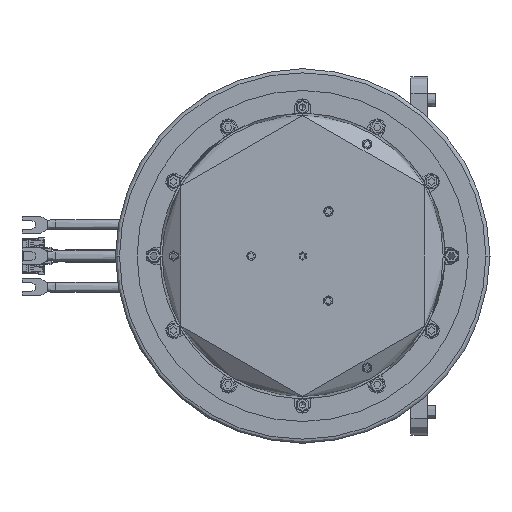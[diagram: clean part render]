
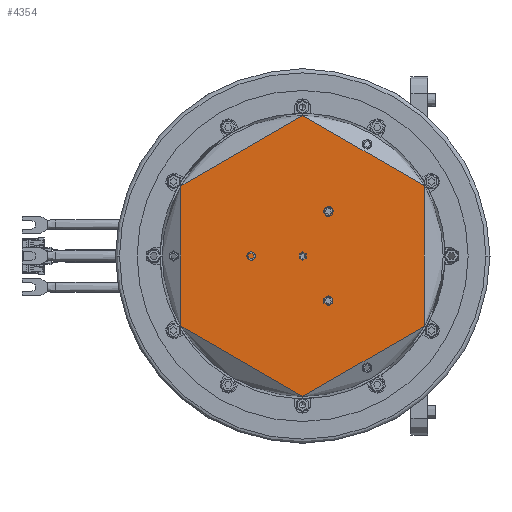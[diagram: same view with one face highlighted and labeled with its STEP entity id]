
A CAD part, left-side view. The second image highlights one B-rep face of the part: STEP entity #4354.
In plain terms, the highlighted planar face has unit normal (1, 0, 0).
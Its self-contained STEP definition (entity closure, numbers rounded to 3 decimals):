
#3895=CARTESIAN_POINT('',(-98.429,42.23,171.244));
#3896=DIRECTION('',(1.,0.,0.));
#3897=DIRECTION('',(0.,0.,1.));
#3898=AXIS2_PLACEMENT_3D('',#3895,#3896,#3897);
#3900=CARTESIAN_POINT('',(-98.429,42.23,171.244));
#3901=DIRECTION('',(1.,0.,0.));
#3902=DIRECTION('',(0.,0.,-1.));
#3903=AXIS2_PLACEMENT_3D('',#3900,#3901,#3902);
#3905=CARTESIAN_POINT('',(-98.429,29.855,149.81));
#3906=DIRECTION('',(-1.,0.,0.));
#3907=DIRECTION('',(0.,0.,1.));
#3908=AXIS2_PLACEMENT_3D('',#3905,#3906,#3907);
#3910=CARTESIAN_POINT('',(-98.429,29.855,149.81));
#3911=DIRECTION('',(-1.,0.,0.));
#3912=DIRECTION('',(0.,0.,-1.));
#3913=AXIS2_PLACEMENT_3D('',#3910,#3911,#3912);
#3915=CARTESIAN_POINT('',(-98.429,104.23,169.144));
#3916=CARTESIAN_POINT('',(-98.429,104.501,169.15));
#3917=CARTESIAN_POINT('',(-98.429,104.999,169.24));
#3918=CARTESIAN_POINT('',(-98.429,105.649,169.638));
#3919=CARTESIAN_POINT('',(-98.429,106.101,170.204));
#3920=CARTESIAN_POINT('',(-98.429,106.343,170.894));
#3921=CARTESIAN_POINT('',(-98.429,106.338,171.622));
#3922=CARTESIAN_POINT('',(-98.429,106.081,172.321));
#3923=CARTESIAN_POINT('',(-98.429,105.624,172.869));
#3924=CARTESIAN_POINT('',(-98.429,104.99,173.25));
#3925=CARTESIAN_POINT('',(-98.429,104.498,173.337));
#3926=CARTESIAN_POINT('',(-98.429,104.23,173.344));
#3928=CARTESIAN_POINT('',(-98.429,104.23,173.344));
#3929=CARTESIAN_POINT('',(-98.429,103.959,173.338));
#3930=CARTESIAN_POINT('',(-98.429,103.461,173.249));
#3931=CARTESIAN_POINT('',(-98.429,102.811,172.85));
#3932=CARTESIAN_POINT('',(-98.429,102.359,172.284));
#3933=CARTESIAN_POINT('',(-98.429,102.117,171.595));
#3934=CARTESIAN_POINT('',(-98.429,102.122,170.866));
#3935=CARTESIAN_POINT('',(-98.429,102.379,170.167));
#3936=CARTESIAN_POINT('',(-98.429,102.836,169.62));
#3937=CARTESIAN_POINT('',(-98.429,103.47,169.238));
#3938=CARTESIAN_POINT('',(-98.429,103.962,169.151));
#3939=CARTESIAN_POINT('',(-98.429,104.23,169.144));
#3941=CARTESIAN_POINT('',(-98.429,11.23,224.938));
#3942=DIRECTION('',(-1.,0.,0.));
#3943=DIRECTION('',(0.,0.,1.));
#3944=AXIS2_PLACEMENT_3D('',#3941,#3942,#3943);
#3946=CARTESIAN_POINT('',(-98.429,11.23,224.938));
#3947=DIRECTION('',(-1.,0.,0.));
#3948=DIRECTION('',(0.,0.,-1.));
#3949=AXIS2_PLACEMENT_3D('',#3946,#3947,#3948);
#3951=CARTESIAN_POINT('',(-98.429,11.23,117.551));
#3952=DIRECTION('',(-1.,0.,0.));
#3953=DIRECTION('',(0.,0.,1.));
#3954=AXIS2_PLACEMENT_3D('',#3951,#3952,#3953);
#3956=CARTESIAN_POINT('',(-98.429,11.23,117.551));
#3957=DIRECTION('',(-1.,0.,0.));
#3958=DIRECTION('',(0.,0.,-1.));
#3959=AXIS2_PLACEMENT_3D('',#3956,#3957,#3958);
#3961=CARTESIAN_POINT('',(-98.429,42.23,171.244));
#3962=DIRECTION('',(-1.,0.,0.));
#3963=DIRECTION('',(0.,0.,1.));
#3964=AXIS2_PLACEMENT_3D('',#3961,#3962,#3963);
#3966=CARTESIAN_POINT('',(-98.429,42.23,171.244));
#3967=DIRECTION('',(-1.,0.,0.));
#3968=DIRECTION('',(0.,0.,-1.));
#3969=AXIS2_PLACEMENT_3D('',#3966,#3967,#3968);
#3971=CARTESIAN_POINT('',(-98.429,29.855,192.678));
#3972=DIRECTION('',(-1.,0.,0.));
#3973=DIRECTION('',(0.,0.,1.));
#3974=AXIS2_PLACEMENT_3D('',#3971,#3972,#3973);
#3976=CARTESIAN_POINT('',(-98.429,29.855,192.678));
#3977=DIRECTION('',(-1.,0.,0.));
#3978=DIRECTION('',(0.,0.,-1.));
#3979=AXIS2_PLACEMENT_3D('',#3976,#3977,#3978);
#3981=CARTESIAN_POINT('',(-98.429,66.98,169.144));
#3982=CARTESIAN_POINT('',(-98.429,67.251,169.15));
#3983=CARTESIAN_POINT('',(-98.429,67.749,169.24));
#3984=CARTESIAN_POINT('',(-98.429,68.399,169.638));
#3985=CARTESIAN_POINT('',(-98.429,68.851,170.204));
#3986=CARTESIAN_POINT('',(-98.429,69.093,170.894));
#3987=CARTESIAN_POINT('',(-98.429,69.088,171.622));
#3988=CARTESIAN_POINT('',(-98.429,68.831,172.321));
#3989=CARTESIAN_POINT('',(-98.429,68.374,172.869));
#3990=CARTESIAN_POINT('',(-98.429,67.74,173.25));
#3991=CARTESIAN_POINT('',(-98.429,67.248,173.337));
#3992=CARTESIAN_POINT('',(-98.429,66.98,173.344));
#3994=CARTESIAN_POINT('',(-98.429,66.98,173.344));
#3995=CARTESIAN_POINT('',(-98.429,66.709,173.338));
#3996=CARTESIAN_POINT('',(-98.429,66.211,173.249));
#3997=CARTESIAN_POINT('',(-98.429,65.561,172.85));
#3998=CARTESIAN_POINT('',(-98.429,65.109,172.284));
#3999=CARTESIAN_POINT('',(-98.429,64.867,171.595));
#4000=CARTESIAN_POINT('',(-98.429,64.872,170.866));
#4001=CARTESIAN_POINT('',(-98.429,65.129,170.167));
#4002=CARTESIAN_POINT('',(-98.429,65.586,169.62));
#4003=CARTESIAN_POINT('',(-98.429,66.22,169.238));
#4004=CARTESIAN_POINT('',(-98.429,66.712,169.151));
#4005=CARTESIAN_POINT('',(-98.429,66.98,169.144));
#4221=VERTEX_POINT('',#3926);
#4222=VERTEX_POINT('',#3915);
#4223=VERTEX_POINT('',#3992);
#4224=VERTEX_POINT('',#3981);
#4241=CARTESIAN_POINT('',(-98.429,11.23,222.838));
#4242=CARTESIAN_POINT('',(-98.429,11.23,227.038));
#4243=VERTEX_POINT('',#4241);
#4244=VERTEX_POINT('',#4242);
#4245=CARTESIAN_POINT('',(-98.429,42.23,169.244));
#4246=CARTESIAN_POINT('',(-98.429,42.23,173.244));
#4247=VERTEX_POINT('',#4245);
#4248=VERTEX_POINT('',#4246);
#4249=CARTESIAN_POINT('',(-98.429,29.855,147.71));
#4250=VERTEX_POINT('',#4249);
#4251=CARTESIAN_POINT('',(-98.429,42.23,238.744));
#4252=CARTESIAN_POINT('',(-98.429,42.23,103.744));
#4253=VERTEX_POINT('',#4251);
#4254=VERTEX_POINT('',#4252);
#4255=CARTESIAN_POINT('',(-98.429,29.855,151.91));
#4256=VERTEX_POINT('',#4255);
#4257=CARTESIAN_POINT('',(-98.429,29.855,190.578));
#4258=CARTESIAN_POINT('',(-98.429,29.855,194.778));
#4259=VERTEX_POINT('',#4257);
#4260=VERTEX_POINT('',#4258);
#4263=CARTESIAN_POINT('',(-98.429,11.23,115.451));
#4264=CARTESIAN_POINT('',(-98.429,11.23,119.651));
#4265=VERTEX_POINT('',#4263);
#4266=VERTEX_POINT('',#4264);
#4303=CARTESIAN_POINT('',(-98.429,42.23,171.244));
#4304=DIRECTION('',(1.,0.,0.));
#4305=DIRECTION('',(0.,0.,-1.));
#4306=AXIS2_PLACEMENT_3D('',#4303,#4304,#4305);
#4307=PLANE('',#4306);
#4309=ORIENTED_EDGE('',*,*,#4308,.F.);
#4311=ORIENTED_EDGE('',*,*,#4310,.F.);
#4312=EDGE_LOOP('',(#4309,#4311));
#4313=FACE_OUTER_BOUND('',#4312,.F.);
#4314=ORIENTED_EDGE('',*,*,#4297,.F.);
#4315=ORIENTED_EDGE('',*,*,#4280,.F.);
#4316=EDGE_LOOP('',(#4314,#4315));
#4317=FACE_BOUND('',#4316,.F.);
#4319=ORIENTED_EDGE('',*,*,#4318,.T.);
#4321=ORIENTED_EDGE('',*,*,#4320,.T.);
#4322=EDGE_LOOP('',(#4319,#4321));
#4323=FACE_BOUND('',#4322,.F.);
#4325=ORIENTED_EDGE('',*,*,#4324,.F.);
#4327=ORIENTED_EDGE('',*,*,#4326,.F.);
#4328=EDGE_LOOP('',(#4325,#4327));
#4329=FACE_BOUND('',#4328,.F.);
#4331=ORIENTED_EDGE('',*,*,#4330,.F.);
#4333=ORIENTED_EDGE('',*,*,#4332,.F.);
#4334=EDGE_LOOP('',(#4331,#4333));
#4335=FACE_BOUND('',#4334,.F.);
#4337=ORIENTED_EDGE('',*,*,#4336,.F.);
#4339=ORIENTED_EDGE('',*,*,#4338,.F.);
#4340=EDGE_LOOP('',(#4337,#4339));
#4341=FACE_BOUND('',#4340,.F.);
#4343=ORIENTED_EDGE('',*,*,#4342,.F.);
#4345=ORIENTED_EDGE('',*,*,#4344,.F.);
#4346=EDGE_LOOP('',(#4343,#4345));
#4347=FACE_BOUND('',#4346,.F.);
#4349=ORIENTED_EDGE('',*,*,#4348,.T.);
#4351=ORIENTED_EDGE('',*,*,#4350,.T.);
#4352=EDGE_LOOP('',(#4349,#4351));
#4353=FACE_BOUND('',#4352,.F.);
#4354=ADVANCED_FACE('',(#4313,#4317,#4323,#4329,#4335,#4341,#4347,#4353),#4307,
.T.);
#3899=CIRCLE('',#3898,67.5);
#3904=CIRCLE('',#3903,67.5);
#3909=CIRCLE('',#3908,2.1);
#3914=CIRCLE('',#3913,2.1);
#3927=B_SPLINE_CURVE_WITH_KNOTS('',3,(#3915,#3916,#3917,#3918,#3919,#3920,#3921,
#3922,#3923,#3924,#3925,#3926),.UNSPECIFIED.,.F.,.F.,(4,1,1,1,1,1,1,1,1,4),
(0.,0.111,0.222,0.333,0.444,
0.556,0.667,0.778,0.889,1.),
.UNSPECIFIED.);
#3940=B_SPLINE_CURVE_WITH_KNOTS('',3,(#3928,#3929,#3930,#3931,#3932,#3933,#3934,
#3935,#3936,#3937,#3938,#3939),.UNSPECIFIED.,.F.,.F.,(4,1,1,1,1,1,1,1,1,4),
(0.,0.111,0.222,0.333,0.444,
0.556,0.667,0.778,0.889,1.),
.UNSPECIFIED.);
#3945=CIRCLE('',#3944,2.1);
#3950=CIRCLE('',#3949,2.1);
#3955=CIRCLE('',#3954,2.1);
#3960=CIRCLE('',#3959,2.1);
#3965=CIRCLE('',#3964,2.);
#3970=CIRCLE('',#3969,2.);
#3975=CIRCLE('',#3974,2.1);
#3980=CIRCLE('',#3979,2.1);
#3993=B_SPLINE_CURVE_WITH_KNOTS('',3,(#3981,#3982,#3983,#3984,#3985,#3986,#3987,
#3988,#3989,#3990,#3991,#3992),.UNSPECIFIED.,.F.,.F.,(4,1,1,1,1,1,1,1,1,4),
(0.,0.111,0.222,0.333,0.444,
0.556,0.667,0.778,0.889,1.),
.UNSPECIFIED.);
#4006=B_SPLINE_CURVE_WITH_KNOTS('',3,(#3994,#3995,#3996,#3997,#3998,#3999,#4000,
#4001,#4002,#4003,#4004,#4005),.UNSPECIFIED.,.F.,.F.,(4,1,1,1,1,1,1,1,1,4),
(0.,0.111,0.222,0.333,0.444,
0.556,0.667,0.778,0.889,1.),
.UNSPECIFIED.);
#4280=EDGE_CURVE('',#4250,#4256,#3914,.T.);
#4297=EDGE_CURVE('',#4256,#4250,#3909,.T.);
#4308=EDGE_CURVE('',#4253,#4254,#3899,.T.);
#4310=EDGE_CURVE('',#4254,#4253,#3904,.T.);
#4318=EDGE_CURVE('',#4222,#4221,#3927,.T.);
#4320=EDGE_CURVE('',#4221,#4222,#3940,.T.);
#4324=EDGE_CURVE('',#4244,#4243,#3945,.T.);
#4326=EDGE_CURVE('',#4243,#4244,#3950,.T.);
#4330=EDGE_CURVE('',#4266,#4265,#3955,.T.);
#4332=EDGE_CURVE('',#4265,#4266,#3960,.T.);
#4336=EDGE_CURVE('',#4248,#4247,#3965,.T.);
#4338=EDGE_CURVE('',#4247,#4248,#3970,.T.);
#4342=EDGE_CURVE('',#4260,#4259,#3975,.T.);
#4344=EDGE_CURVE('',#4259,#4260,#3980,.T.);
#4348=EDGE_CURVE('',#4224,#4223,#3993,.T.);
#4350=EDGE_CURVE('',#4223,#4224,#4006,.T.);
